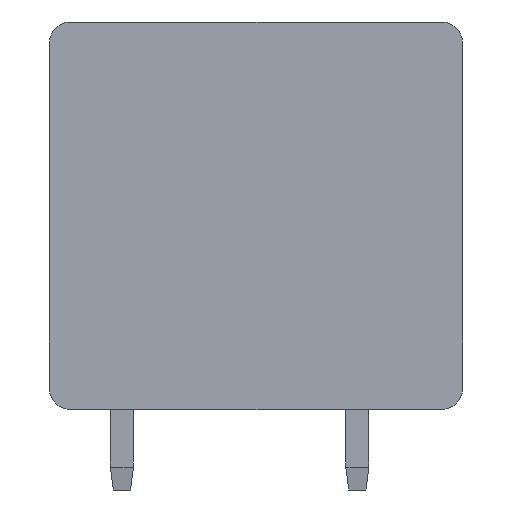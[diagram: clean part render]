
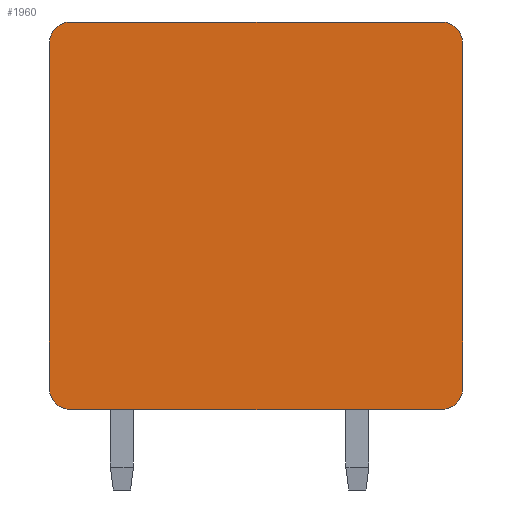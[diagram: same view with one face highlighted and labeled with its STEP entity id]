
A CAD part, front view. The second image highlights one B-rep face of the part: STEP entity #1960.
In plain terms, the highlighted planar face has unit normal (0, -1, 0).
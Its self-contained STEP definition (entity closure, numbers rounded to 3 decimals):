
#20 = CARTESIAN_POINT ( 'NONE',  ( 14.4, -0.7, 0.75 ) ) ;
#92 = CARTESIAN_POINT ( 'NONE',  ( 14.4, -0.7, 12.75 ) ) ;
#113 = ORIENTED_EDGE ( 'NONE', *, *, #2480, .F. ) ;
#132 = VERTEX_POINT ( 'NONE', #2822 ) ;
#133 = EDGE_CURVE ( 'NONE', #618, #2059, #146, .T. ) ;
#146 = LINE ( 'NONE', #2356, #1017 ) ;
#343 = EDGE_CURVE ( 'NONE', #132, #1165, #1310, .T. ) ;
#380 = VERTEX_POINT ( 'NONE', #20 ) ;
#452 = VERTEX_POINT ( 'NONE', #92 ) ;
#491 = CARTESIAN_POINT ( 'NONE',  ( 0.75, -0.7, 0. ) ) ;
#556 = EDGE_CURVE ( 'NONE', #1165, #2573, #1494, .T. ) ;
#560 = EDGE_CURVE ( 'NONE', #452, #380, #1674, .T. ) ;
#571 = CIRCLE ( 'NONE', #2117, 0.75 ) ;
#618 = VERTEX_POINT ( 'NONE', #2032 ) ;
#625 = VECTOR ( 'NONE', #2924, 1000. ) ;
#631 = FACE_OUTER_BOUND ( 'NONE', #2617, .T. ) ;
#715 = DIRECTION ( 'NONE',  ( 0., 1., 0. ) ) ;
#805 = DIRECTION ( 'NONE',  ( 0., 0., 1. ) ) ;
#827 = ORIENTED_EDGE ( 'NONE', *, *, #1794, .F. ) ;
#1017 = VECTOR ( 'NONE', #1131, 1000. ) ;
#1066 = CARTESIAN_POINT ( 'NONE',  ( 13.65, -0.7, 12.75 ) ) ;
#1081 = DIRECTION ( 'NONE',  ( 0., -1., 0. ) ) ;
#1131 = DIRECTION ( 'NONE',  ( -1., 0., 0. ) ) ;
#1165 = VERTEX_POINT ( 'NONE', #1495 ) ;
#1169 = VECTOR ( 'NONE', #805, 1000. ) ;
#1206 = EDGE_CURVE ( 'NONE', #1966, #452, #1388, .T. ) ;
#1237 = AXIS2_PLACEMENT_3D ( 'NONE', #2620, #1612, #1324 ) ;
#1310 = LINE ( 'NONE', #2544, #1169 ) ;
#1324 = DIRECTION ( 'NONE',  ( 0., 0., -1. ) ) ;
#1388 = CIRCLE ( 'NONE', #2529, 0.75 ) ;
#1413 = CARTESIAN_POINT ( 'NONE',  ( 0.75, -0.7, 12.75 ) ) ;
#1494 = CIRCLE ( 'NONE', #2371, 0.75 ) ;
#1495 = CARTESIAN_POINT ( 'NONE',  ( 0., -0.7, 12.75 ) ) ;
#1612 = DIRECTION ( 'NONE',  ( 0., 1., 0. ) ) ;
#1674 = LINE ( 'NONE', #1901, #2985 ) ;
#1704 = ORIENTED_EDGE ( 'NONE', *, *, #560, .F. ) ;
#1736 = CARTESIAN_POINT ( 'NONE',  ( 0.75, -0.7, 13.5 ) ) ;
#1764 = DIRECTION ( 'NONE',  ( 0., 0., 1. ) ) ;
#1794 = EDGE_CURVE ( 'NONE', #380, #618, #571, .T. ) ;
#1797 = ORIENTED_EDGE ( 'NONE', *, *, #556, .F. ) ;
#1840 = ORIENTED_EDGE ( 'NONE', *, *, #1933, .F. ) ;
#1856 = PLANE ( 'NONE',  #3048 ) ;
#1898 = ORIENTED_EDGE ( 'NONE', *, *, #343, .F. ) ;
#1901 = CARTESIAN_POINT ( 'NONE',  ( 14.4, -0.7, 12.75 ) ) ;
#1933 = EDGE_CURVE ( 'NONE', #2059, #132, #2638, .T. ) ;
#1960 = ADVANCED_FACE ( 'NONE', ( #631 ), #1856, .T. ) ;
#1966 = VERTEX_POINT ( 'NONE', #2366 ) ;
#2006 = CARTESIAN_POINT ( 'NONE',  ( 13.65, -0.7, 0.75 ) ) ;
#2032 = CARTESIAN_POINT ( 'NONE',  ( 13.65, -0.7, 0. ) ) ;
#2059 = VERTEX_POINT ( 'NONE', #491 ) ;
#2071 = DIRECTION ( 'NONE',  ( 0., 0., -1. ) ) ;
#2117 = AXIS2_PLACEMENT_3D ( 'NONE', #2006, #2767, #1764 ) ;
#2149 = LINE ( 'NONE', #3135, #625 ) ;
#2205 = DIRECTION ( 'NONE',  ( 0., 0., -1. ) ) ;
#2228 = CARTESIAN_POINT ( 'NONE',  ( 13.65, -0.7, 12.75 ) ) ;
#2356 = CARTESIAN_POINT ( 'NONE',  ( 0.75, -0.7, 0. ) ) ;
#2366 = CARTESIAN_POINT ( 'NONE',  ( 13.65, -0.7, 13.5 ) ) ;
#2371 = AXIS2_PLACEMENT_3D ( 'NONE', #1413, #2460, #2705 ) ;
#2436 = DIRECTION ( 'NONE',  ( 0., 0., -1. ) ) ;
#2460 = DIRECTION ( 'NONE',  ( 0., 1., 0. ) ) ;
#2480 = EDGE_CURVE ( 'NONE', #2573, #1966, #2149, .T. ) ;
#2529 = AXIS2_PLACEMENT_3D ( 'NONE', #2228, #715, #2436 ) ;
#2544 = CARTESIAN_POINT ( 'NONE',  ( 0., -0.7, 12.75 ) ) ;
#2573 = VERTEX_POINT ( 'NONE', #1736 ) ;
#2617 = EDGE_LOOP ( 'NONE', ( #2691, #113, #1797, #1898, #1840, #3120, #827, #1704 ) ) ;
#2620 = CARTESIAN_POINT ( 'NONE',  ( 0.75, -0.7, 0.75 ) ) ;
#2638 = CIRCLE ( 'NONE', #1237, 0.75 ) ;
#2691 = ORIENTED_EDGE ( 'NONE', *, *, #1206, .F. ) ;
#2705 = DIRECTION ( 'NONE',  ( 0., 0., 1. ) ) ;
#2767 = DIRECTION ( 'NONE',  ( 0., 1., 0. ) ) ;
#2822 = CARTESIAN_POINT ( 'NONE',  ( 0., -0.7, 0.75 ) ) ;
#2924 = DIRECTION ( 'NONE',  ( 1., 0., 0. ) ) ;
#2985 = VECTOR ( 'NONE', #2205, 1000. ) ;
#3048 = AXIS2_PLACEMENT_3D ( 'NONE', #1066, #1081, #2071 ) ;
#3120 = ORIENTED_EDGE ( 'NONE', *, *, #133, .F. ) ;
#3135 = CARTESIAN_POINT ( 'NONE',  ( 0.75, -0.7, 13.5 ) ) ;
